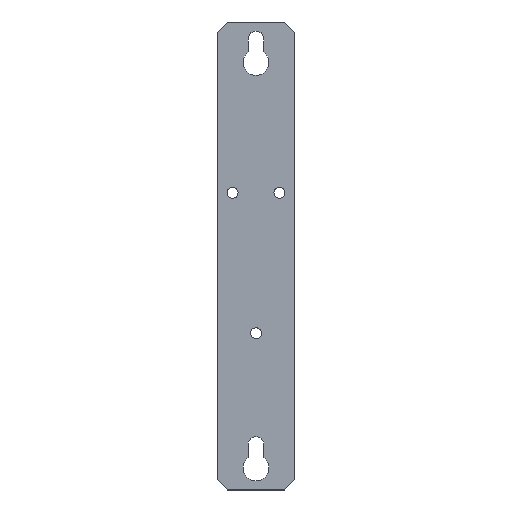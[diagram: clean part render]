
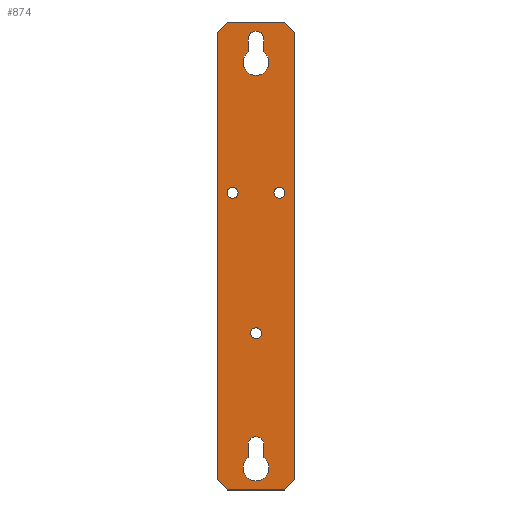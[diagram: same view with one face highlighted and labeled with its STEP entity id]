
A CAD part, top view. The second image highlights one B-rep face of the part: STEP entity #874.
In plain terms, the highlighted planar face has unit normal (0, 0, 1).
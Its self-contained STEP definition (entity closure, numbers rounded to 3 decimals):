
#105=AXIS2_PLACEMENT_3D('Circle Axis2P3D',#103,#104,$) ;
#132=AXIS2_PLACEMENT_3D('Circle Axis2P3D',#130,#131,$) ;
#198=AXIS2_PLACEMENT_3D('Circle Axis2P3D',#196,#197,$) ;
#260=AXIS2_PLACEMENT_3D('Circle Axis2P3D',#258,#259,$) ;
#321=AXIS2_PLACEMENT_3D('Circle Axis2P3D',#319,#320,$) ;
#378=AXIS2_PLACEMENT_3D('Circle Axis2P3D',#376,#377,$) ;
#437=AXIS2_PLACEMENT_3D('Circle Axis2P3D',#435,#436,$) ;
#469=AXIS2_PLACEMENT_3D('Circle Axis2P3D',#467,#468,$) ;
#541=AXIS2_PLACEMENT_3D('Circle Axis2P3D',#539,#540,$) ;
#573=AXIS2_PLACEMENT_3D('Circle Axis2P3D',#571,#572,$) ;
#833=AXIS2_PLACEMENT_3D('Plane Axis2P3D',#830,#831,#832) ;
#103=CARTESIAN_POINT('Axis2P3D Location',(24.,114.3,3.)) ;
#107=CARTESIAN_POINT('Vertex',(22.157,113.293,3.)) ;
#109=CARTESIAN_POINT('Vertex',(25.843,115.307,3.)) ;
#130=CARTESIAN_POINT('Axis2P3D Location',(24.,114.3,3.)) ;
#152=CARTESIAN_POINT('Vertex',(12.,17.5,3.)) ;
#157=CARTESIAN_POINT('Line Origine',(12.,15.,3.)) ;
#161=CARTESIAN_POINT('Vertex',(12.,12.5,3.)) ;
#196=CARTESIAN_POINT('Axis2P3D Location',(15.,8.5,3.)) ;
#200=CARTESIAN_POINT('Vertex',(18.,12.5,3.)) ;
#228=CARTESIAN_POINT('Line Origine',(18.,15.,3.)) ;
#232=CARTESIAN_POINT('Vertex',(18.,17.5,3.)) ;
#258=CARTESIAN_POINT('Axis2P3D Location',(15.,17.5,3.)) ;
#275=CARTESIAN_POINT('Vertex',(12.,173.5,3.)) ;
#280=CARTESIAN_POINT('Line Origine',(12.,171.,3.)) ;
#284=CARTESIAN_POINT('Vertex',(12.,168.5,3.)) ;
#319=CARTESIAN_POINT('Axis2P3D Location',(15.,164.5,3.)) ;
#323=CARTESIAN_POINT('Vertex',(18.,168.5,3.)) ;
#346=CARTESIAN_POINT('Line Origine',(18.,171.,3.)) ;
#350=CARTESIAN_POINT('Vertex',(18.,173.5,3.)) ;
#376=CARTESIAN_POINT('Axis2P3D Location',(15.,173.5,3.)) ;
#435=CARTESIAN_POINT('Axis2P3D Location',(6.,114.3,3.)) ;
#439=CARTESIAN_POINT('Vertex',(7.843,115.307,3.)) ;
#441=CARTESIAN_POINT('Vertex',(4.157,113.293,3.)) ;
#467=CARTESIAN_POINT('Axis2P3D Location',(6.,114.3,3.)) ;
#539=CARTESIAN_POINT('Axis2P3D Location',(15.,60.3,3.)) ;
#543=CARTESIAN_POINT('Vertex',(16.843,61.307,3.)) ;
#545=CARTESIAN_POINT('Vertex',(13.157,59.293,3.)) ;
#571=CARTESIAN_POINT('Axis2P3D Location',(15.,60.3,3.)) ;
#602=CARTESIAN_POINT('Line Origine',(28.,178.,3.)) ;
#606=CARTESIAN_POINT('Vertex',(26.,180.,3.)) ;
#608=CARTESIAN_POINT('Vertex',(30.,176.,3.)) ;
#643=CARTESIAN_POINT('Line Origine',(15.,180.,3.)) ;
#647=CARTESIAN_POINT('Vertex',(4.,180.,3.)) ;
#686=CARTESIAN_POINT('Vertex',(0.,176.,3.)) ;
#689=CARTESIAN_POINT('Line Origine',(2.,178.,3.)) ;
#707=CARTESIAN_POINT('Line Origine',(0.,90.,3.)) ;
#711=CARTESIAN_POINT('Vertex',(0.,4.,3.)) ;
#739=CARTESIAN_POINT('Line Origine',(2.,2.,3.)) ;
#743=CARTESIAN_POINT('Vertex',(4.,0.,3.)) ;
#778=CARTESIAN_POINT('Line Origine',(30.,90.,3.)) ;
#782=CARTESIAN_POINT('Vertex',(30.,4.,3.)) ;
#803=CARTESIAN_POINT('Line Origine',(15.,0.,3.)) ;
#807=CARTESIAN_POINT('Vertex',(26.,0.,3.)) ;
#830=CARTESIAN_POINT('Axis2P3D Location',(0.,0.,3.)) ;
#835=CARTESIAN_POINT('Line Origine',(28.,2.,3.)) ;
#104=DIRECTION('Axis2P3D Direction',(0.,-0.,1.)) ;
#131=DIRECTION('Axis2P3D Direction',(0.,-0.,1.)) ;
#158=DIRECTION('Vector Direction',(0.,-1.,0.)) ;
#197=DIRECTION('Axis2P3D Direction',(0.,0.,1.)) ;
#229=DIRECTION('Vector Direction',(0.,-1.,0.)) ;
#259=DIRECTION('Axis2P3D Direction',(0.,0.,1.)) ;
#281=DIRECTION('Vector Direction',(0.,-1.,0.)) ;
#320=DIRECTION('Axis2P3D Direction',(0.,0.,1.)) ;
#347=DIRECTION('Vector Direction',(0.,-1.,0.)) ;
#377=DIRECTION('Axis2P3D Direction',(0.,0.,1.)) ;
#436=DIRECTION('Axis2P3D Direction',(0.,-0.,1.)) ;
#468=DIRECTION('Axis2P3D Direction',(0.,-0.,1.)) ;
#540=DIRECTION('Axis2P3D Direction',(0.,-0.,1.)) ;
#572=DIRECTION('Axis2P3D Direction',(0.,-0.,1.)) ;
#603=DIRECTION('Vector Direction',(0.707,-0.707,0.)) ;
#644=DIRECTION('Vector Direction',(-1.,0.,0.)) ;
#690=DIRECTION('Vector Direction',(-0.707,-0.707,0.)) ;
#708=DIRECTION('Vector Direction',(0.,-1.,0.)) ;
#740=DIRECTION('Vector Direction',(-0.707,0.707,0.)) ;
#779=DIRECTION('Vector Direction',(0.,1.,0.)) ;
#804=DIRECTION('Vector Direction',(1.,0.,0.)) ;
#831=DIRECTION('Axis2P3D Direction',(0.,0.,1.)) ;
#832=DIRECTION('Axis2P3D XDirection',(1.,0.,0.)) ;
#836=DIRECTION('Vector Direction',(-0.707,-0.707,0.)) ;
#159=VECTOR('Line Direction',#158,1.) ;
#230=VECTOR('Line Direction',#229,1.) ;
#282=VECTOR('Line Direction',#281,1.) ;
#348=VECTOR('Line Direction',#347,1.) ;
#604=VECTOR('Line Direction',#603,1.) ;
#645=VECTOR('Line Direction',#644,1.) ;
#691=VECTOR('Line Direction',#690,1.) ;
#709=VECTOR('Line Direction',#708,1.) ;
#741=VECTOR('Line Direction',#740,1.) ;
#780=VECTOR('Line Direction',#779,1.) ;
#805=VECTOR('Line Direction',#804,1.) ;
#837=VECTOR('Line Direction',#836,1.) ;
#841=ORIENTED_EDGE('',*,*,#784,.T.) ;
#842=ORIENTED_EDGE('',*,*,#610,.F.) ;
#843=ORIENTED_EDGE('',*,*,#649,.T.) ;
#844=ORIENTED_EDGE('',*,*,#693,.F.) ;
#845=ORIENTED_EDGE('',*,*,#713,.T.) ;
#846=ORIENTED_EDGE('',*,*,#745,.F.) ;
#847=ORIENTED_EDGE('',*,*,#809,.T.) ;
#848=ORIENTED_EDGE('',*,*,#839,.F.) ;
#851=ORIENTED_EDGE('',*,*,#575,.F.) ;
#852=ORIENTED_EDGE('',*,*,#547,.F.) ;
#855=ORIENTED_EDGE('',*,*,#471,.F.) ;
#856=ORIENTED_EDGE('',*,*,#443,.F.) ;
#859=ORIENTED_EDGE('',*,*,#134,.F.) ;
#860=ORIENTED_EDGE('',*,*,#111,.F.) ;
#863=ORIENTED_EDGE('',*,*,#380,.F.) ;
#864=ORIENTED_EDGE('',*,*,#352,.F.) ;
#865=ORIENTED_EDGE('',*,*,#325,.F.) ;
#866=ORIENTED_EDGE('',*,*,#286,.F.) ;
#869=ORIENTED_EDGE('',*,*,#262,.F.) ;
#870=ORIENTED_EDGE('',*,*,#234,.F.) ;
#871=ORIENTED_EDGE('',*,*,#202,.F.) ;
#872=ORIENTED_EDGE('',*,*,#163,.F.) ;
#853=FACE_BOUND('',#850,.T.) ;
#857=FACE_BOUND('',#854,.T.) ;
#861=FACE_BOUND('',#858,.T.) ;
#867=FACE_BOUND('',#862,.T.) ;
#873=FACE_BOUND('',#868,.T.) ;
#874=ADVANCED_FACE('MONTAGEPLATTE',(#849,#853,#857,#861,#867,#873),#834,.T.) ;
#106=CIRCLE('generated circle',#105,2.1) ;
#133=CIRCLE('generated circle',#132,2.1) ;
#199=CIRCLE('generated circle',#198,5.) ;
#261=CIRCLE('generated circle',#260,3.) ;
#322=CIRCLE('generated circle',#321,5.) ;
#379=CIRCLE('generated circle',#378,3.) ;
#438=CIRCLE('generated circle',#437,2.1) ;
#470=CIRCLE('generated circle',#469,2.1) ;
#542=CIRCLE('generated circle',#541,2.1) ;
#574=CIRCLE('generated circle',#573,2.1) ;
#111=EDGE_CURVE('',#108,#110,#106,.T.) ;
#134=EDGE_CURVE('',#110,#108,#133,.T.) ;
#163=EDGE_CURVE('',#153,#162,#160,.T.) ;
#202=EDGE_CURVE('',#162,#201,#199,.T.) ;
#234=EDGE_CURVE('',#201,#233,#231,.F.) ;
#262=EDGE_CURVE('',#233,#153,#261,.T.) ;
#286=EDGE_CURVE('',#276,#285,#283,.T.) ;
#325=EDGE_CURVE('',#285,#324,#322,.T.) ;
#352=EDGE_CURVE('',#324,#351,#349,.F.) ;
#380=EDGE_CURVE('',#351,#276,#379,.T.) ;
#443=EDGE_CURVE('',#440,#442,#438,.T.) ;
#471=EDGE_CURVE('',#442,#440,#470,.T.) ;
#547=EDGE_CURVE('',#544,#546,#542,.T.) ;
#575=EDGE_CURVE('',#546,#544,#574,.T.) ;
#610=EDGE_CURVE('',#607,#609,#605,.T.) ;
#649=EDGE_CURVE('',#607,#648,#646,.T.) ;
#693=EDGE_CURVE('',#687,#648,#692,.F.) ;
#713=EDGE_CURVE('',#687,#712,#710,.T.) ;
#745=EDGE_CURVE('',#744,#712,#742,.T.) ;
#784=EDGE_CURVE('',#783,#609,#781,.T.) ;
#809=EDGE_CURVE('',#744,#808,#806,.T.) ;
#839=EDGE_CURVE('',#783,#808,#838,.T.) ;
#840=EDGE_LOOP('',(#841,#842,#843,#844,#845,#846,#847,#848)) ;
#850=EDGE_LOOP('',(#851,#852)) ;
#854=EDGE_LOOP('',(#855,#856)) ;
#858=EDGE_LOOP('',(#859,#860)) ;
#862=EDGE_LOOP('',(#863,#864,#865,#866)) ;
#868=EDGE_LOOP('',(#869,#870,#871,#872)) ;
#849=FACE_OUTER_BOUND('',#840,.T.) ;
#160=LINE('Line',#157,#159) ;
#231=LINE('Line',#228,#230) ;
#283=LINE('Line',#280,#282) ;
#349=LINE('Line',#346,#348) ;
#605=LINE('Line',#602,#604) ;
#646=LINE('Line',#643,#645) ;
#692=LINE('Line',#689,#691) ;
#710=LINE('Line',#707,#709) ;
#742=LINE('Line',#739,#741) ;
#781=LINE('Line',#778,#780) ;
#806=LINE('Line',#803,#805) ;
#838=LINE('Line',#835,#837) ;
#834=PLANE('',#833) ;
#108=VERTEX_POINT('',#107) ;
#110=VERTEX_POINT('',#109) ;
#153=VERTEX_POINT('',#152) ;
#162=VERTEX_POINT('',#161) ;
#201=VERTEX_POINT('',#200) ;
#233=VERTEX_POINT('',#232) ;
#276=VERTEX_POINT('',#275) ;
#285=VERTEX_POINT('',#284) ;
#324=VERTEX_POINT('',#323) ;
#351=VERTEX_POINT('',#350) ;
#440=VERTEX_POINT('',#439) ;
#442=VERTEX_POINT('',#441) ;
#544=VERTEX_POINT('',#543) ;
#546=VERTEX_POINT('',#545) ;
#607=VERTEX_POINT('',#606) ;
#609=VERTEX_POINT('',#608) ;
#648=VERTEX_POINT('',#647) ;
#687=VERTEX_POINT('',#686) ;
#712=VERTEX_POINT('',#711) ;
#744=VERTEX_POINT('',#743) ;
#783=VERTEX_POINT('',#782) ;
#808=VERTEX_POINT('',#807) ;
